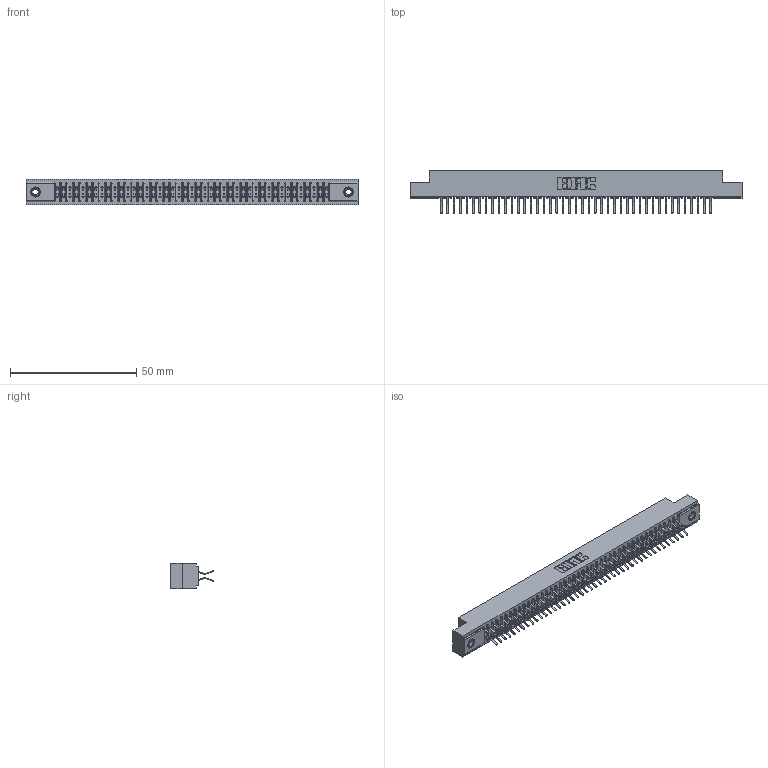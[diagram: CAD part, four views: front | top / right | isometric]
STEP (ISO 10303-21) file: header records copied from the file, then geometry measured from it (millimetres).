
FILE_DESCRIPTION (( 'STEP AP203' ), '1' );
FILE_NAME ('341-086-556-208.STEP', '2018-08-07T23:18:49', ( '' ), ( '' ), 'SwSTEP 2.0', 'SolidWorks 2016', '' );
FILE_SCHEMA (( 'CONFIG_CONTROL_DESIGN' ));
Length unit declared in the file: inch
Products named in the file (4): 341 Part_.156 (3.96) Dia Mounting Holes; 341-292-001_341-292-156; 345-250-001_345-250-003-102; 341-086-556-208
Assembly tree (89 placements, depth 2):
  341-086-556-208
    341 Part_.156 (3.96) Dia Mounting Holes
    341-292-001_341-292-156  x86
    345-250-001_345-250-003-102  x2
Bounding box: 131.44 x 17.07 x 10.16 mm (x, y, z)
Volume: 9728.3 mm3; surface area: 17524.9 mm2
Topology: 89 solids, 89 shells, 6196 faces, 17953 edges, 11642 vertices
Faces by surface type: plane 3540, cylinder 2468, sphere 88, torus 88, cone 12
Entity records: 53231 total; most frequent: CARTESIAN_POINT 8832, ORIENTED_EDGE 8770, DIRECTION 8585, EDGE_CURVE 4385, VECTOR 3535, LINE 3535, VERTEX_POINT 2772, AXIS2_PLACEMENT_3D 2525
